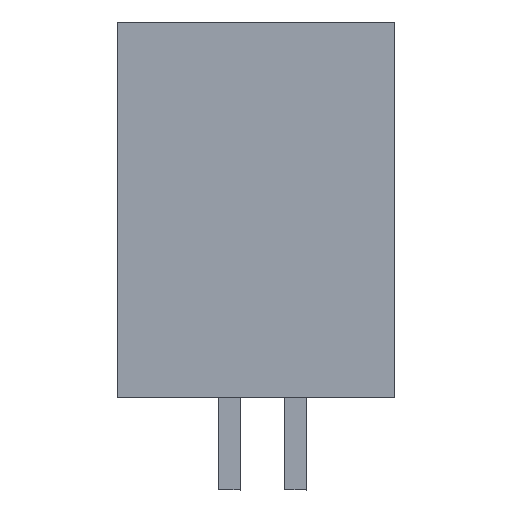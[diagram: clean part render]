
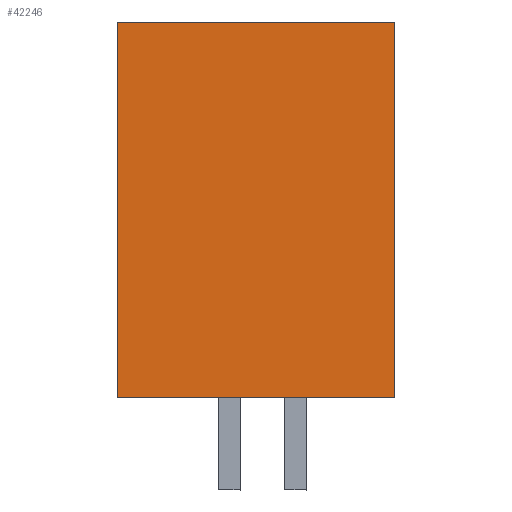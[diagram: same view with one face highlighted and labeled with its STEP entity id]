
A CAD part, left-side view. The second image highlights one B-rep face of the part: STEP entity #42246.
In plain terms, the highlighted planar face has unit normal (-1, 0, 0).
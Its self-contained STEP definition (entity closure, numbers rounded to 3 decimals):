
#42238=AXIS2_PLACEMENT_3D('Plane Axis2P3D',#42235,#42236,#42237) ;
#39279=CARTESIAN_POINT('Vertex',(0.,10.5,17.7)) ;
#39282=CARTESIAN_POINT('Line Origine',(0.,5.25,17.7)) ;
#39286=CARTESIAN_POINT('Vertex',(0.,0.,17.7)) ;
#39445=CARTESIAN_POINT('Vertex',(0.,10.5,3.5)) ;
#39448=CARTESIAN_POINT('Line Origine',(0.,10.5,10.6)) ;
#40056=CARTESIAN_POINT('Line Origine',(0.,0.,10.6)) ;
#40060=CARTESIAN_POINT('Vertex',(0.,0.,3.5)) ;
#40604=CARTESIAN_POINT('Line Origine',(0.,5.25,3.5)) ;
#42235=CARTESIAN_POINT('Axis2P3D Location',(0.,10.5,0.)) ;
#39283=DIRECTION('Vector Direction',(0.,-1.,0.)) ;
#39449=DIRECTION('Vector Direction',(0.,0.,1.)) ;
#40057=DIRECTION('Vector Direction',(0.,0.,1.)) ;
#40605=DIRECTION('Vector Direction',(0.,-1.,0.)) ;
#42236=DIRECTION('Axis2P3D Direction',(-1.,0.,0.)) ;
#42237=DIRECTION('Axis2P3D XDirection',(0.,-1.,0.)) ;
#39284=VECTOR('Line Direction',#39283,1.) ;
#39450=VECTOR('Line Direction',#39449,1.) ;
#40058=VECTOR('Line Direction',#40057,1.) ;
#40606=VECTOR('Line Direction',#40605,1.) ;
#42241=ORIENTED_EDGE('',*,*,#39452,.T.) ;
#42242=ORIENTED_EDGE('',*,*,#40608,.T.) ;
#42243=ORIENTED_EDGE('',*,*,#40062,.T.) ;
#42244=ORIENTED_EDGE('',*,*,#39288,.T.) ;
#42246=ADVANCED_FACE('HOUSING',(#42245),#42239,.T.) ;
#39288=EDGE_CURVE('',#39287,#39280,#39285,.F.) ;
#39452=EDGE_CURVE('',#39280,#39446,#39451,.F.) ;
#40062=EDGE_CURVE('',#40061,#39287,#40059,.T.) ;
#40608=EDGE_CURVE('',#39446,#40061,#40607,.T.) ;
#42240=EDGE_LOOP('',(#42241,#42242,#42243,#42244)) ;
#42245=FACE_OUTER_BOUND('',#42240,.T.) ;
#39285=LINE('Line',#39282,#39284) ;
#39451=LINE('Line',#39448,#39450) ;
#40059=LINE('Line',#40056,#40058) ;
#40607=LINE('Line',#40604,#40606) ;
#42239=PLANE('',#42238) ;
#39280=VERTEX_POINT('',#39279) ;
#39287=VERTEX_POINT('',#39286) ;
#39446=VERTEX_POINT('',#39445) ;
#40061=VERTEX_POINT('',#40060) ;
